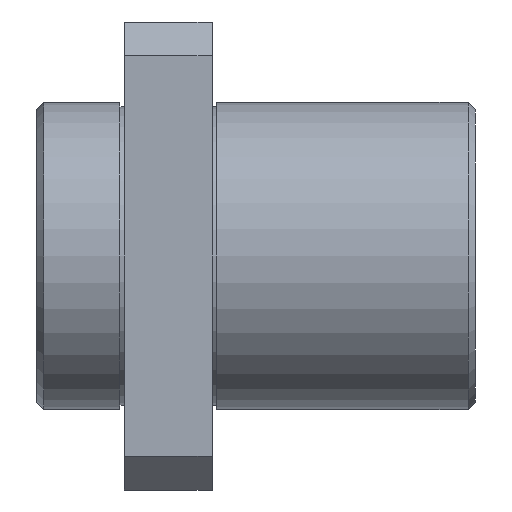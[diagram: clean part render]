
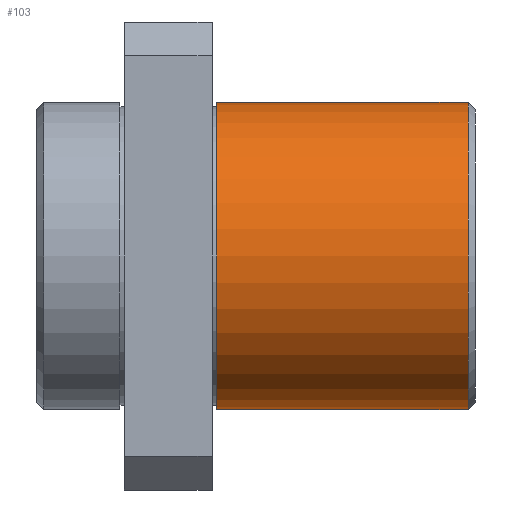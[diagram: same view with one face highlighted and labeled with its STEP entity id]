
A CAD part, front view. The second image highlights one B-rep face of the part: STEP entity #103.
In plain terms, the highlighted cylindrical face has radius 10.5 mm (diameter 21 mm), a partial arc.
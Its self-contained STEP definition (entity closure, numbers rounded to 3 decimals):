
#8 = EDGE_CURVE ( 'NONE', #356, #313, #933, .T. ) ;
#11 = EDGE_CURVE ( 'NONE', #273, #228, #938, .T. ) ;
#37 = VECTOR ( 'NONE', #1478, 1000. ) ;
#41 = LINE ( 'NONE', #1470, #37 ) ;
#103 = ADVANCED_FACE ( 'NONE', ( #826 ), #872, .T. ) ;
#228 = VERTEX_POINT ( 'NONE', #1303 ) ;
#235 = DIRECTION ( 'NONE',  ( -1., 0., 0. ) ) ;
#240 = DIRECTION ( 'NONE',  ( 0., 0., -1. ) ) ;
#260 = DIRECTION ( 'NONE',  ( 1., 0., 0. ) ) ;
#273 = VERTEX_POINT ( 'NONE', #1327 ) ;
#281 = CARTESIAN_POINT ( 'NONE',  ( 23.5, 0., 0. ) ) ;
#313 = VERTEX_POINT ( 'NONE', #1352 ) ;
#342 = DIRECTION ( 'NONE',  ( 0., 0., -1. ) ) ;
#345 = CARTESIAN_POINT ( 'NONE',  ( -6., 0., 0. ) ) ;
#356 = VERTEX_POINT ( 'NONE', #1300 ) ;
#365 = DIRECTION ( 'NONE',  ( -1., 0., 0. ) ) ;
#396 = CARTESIAN_POINT ( 'NONE',  ( 6.3, 0., 0. ) ) ;
#444 = DIRECTION ( 'NONE',  ( 0., 0., 1. ) ) ;
#522 = AXIS2_PLACEMENT_3D ( 'NONE', #281, #365, #240 ) ;
#530 = AXIS2_PLACEMENT_3D ( 'NONE', #396, #235, #444 ) ;
#543 = ORIENTED_EDGE ( 'NONE', *, *, #8, .T. ) ;
#575 = ORIENTED_EDGE ( 'NONE', *, *, #11, .F. ) ;
#595 = ORIENTED_EDGE ( 'NONE', *, *, #883, .F. ) ;
#604 = ORIENTED_EDGE ( 'NONE', *, *, #1240, .T. ) ;
#652 = CARTESIAN_POINT ( 'NONE',  ( -6., 0., 10.5 ) ) ;
#679 = DIRECTION ( 'NONE',  ( 1., 0., 0. ) ) ;
#753 = AXIS2_PLACEMENT_3D ( 'NONE', #345, #260, #342 ) ;
#773 = LINE ( 'NONE', #652, #777 ) ;
#777 = VECTOR ( 'NONE', #679, 1000. ) ;
#826 = FACE_OUTER_BOUND ( 'NONE', #1077, .T. ) ;
#872 = CYLINDRICAL_SURFACE ( 'NONE', #753, 10.5 ) ;
#883 = EDGE_CURVE ( 'NONE', #228, #313, #773, .T. ) ;
#933 = CIRCLE ( 'NONE', #522, 10.5 ) ;
#938 = CIRCLE ( 'NONE', #530, 10.5 ) ;
#1077 = EDGE_LOOP ( 'NONE', ( #595, #575, #604, #543 ) ) ;
#1240 = EDGE_CURVE ( 'NONE', #273, #356, #41, .T. ) ;
#1300 = CARTESIAN_POINT ( 'NONE',  ( 23.5, 0., -10.5 ) ) ;
#1303 = CARTESIAN_POINT ( 'NONE',  ( 6.3, 0., 10.5 ) ) ;
#1327 = CARTESIAN_POINT ( 'NONE',  ( 6.3, 0., -10.5 ) ) ;
#1352 = CARTESIAN_POINT ( 'NONE',  ( 23.5, 0., 10.5 ) ) ;
#1470 = CARTESIAN_POINT ( 'NONE',  ( -6., 0., -10.5 ) ) ;
#1478 = DIRECTION ( 'NONE',  ( 1., 0., 0. ) ) ;
